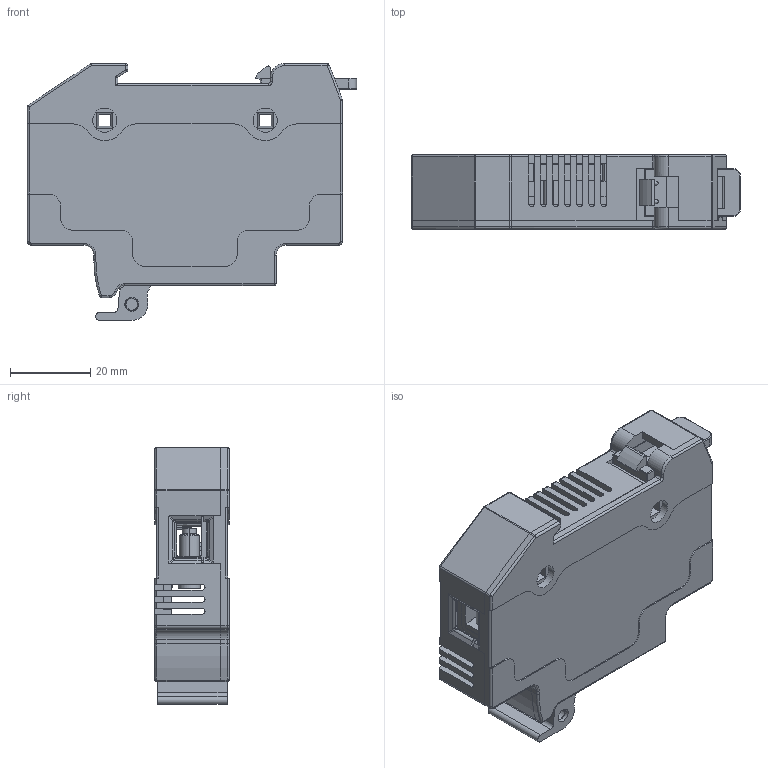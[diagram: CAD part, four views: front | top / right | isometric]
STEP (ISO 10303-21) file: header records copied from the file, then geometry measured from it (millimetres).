
FILE_DESCRIPTION((''),'2;1');
FILE_NAME('NRT28-32-1P_ASM','2020-11-24T',('wryang'),(''),'CREO PARAMETRIC BY PTC INC, 2015480','CREO PARAMETRIC BY PTC INC, 2015480','');
FILE_SCHEMA(('CONFIG_CONTROL_DESIGN'));
Length unit declared in the file: millimetre
Products named in the file (11): NRT28-32DIZUO-W; NRT28-32ZHICHIJIAN-W; NRT28-32GAI-W; NRT28-32KABAN-W; RT28N-32JIEXIANZHU_10; RT28N-32LUODING1_12; RT28N-32JXZZJ_AF1_ASM_4_ASM; RT28-32CHAZUO-R4D-W; RT28N-32KAHUANG-W; RT28N-32CHAZUOZUJIAN-W_ASM; NRT28-32-1P_ASM
Assembly tree (11 placements, depth 4):
  NRT28-32-1P_ASM
    NRT28-32DIZUO-W
    NRT28-32ZHICHIJIAN-W
    NRT28-32GAI-W
    NRT28-32KABAN-W
    RT28N-32CHAZUOZUJIAN-W_ASM  x2
      RT28N-32JXZZJ_AF1_ASM_4_ASM
        RT28N-32JIEXIANZHU_10
        RT28N-32LUODING1_12
      RT28-32CHAZUO-R4D-W
      RT28N-32KAHUANG-W
Bounding box: 82 x 18.5 x 64 mm (x, y, z)
Volume: 32410.9 mm3; surface area: 36972.4 mm2
Topology: 13 solids, 17 shells, 1273 faces, 3547 edges, 2289 vertices
Faces by surface type: plane 799, cylinder 376, bspline 38, sphere 24, torus 24, cone 12
Entity records: 39714 total; most frequent: CARTESIAN_POINT 7902, ORIENTED_EDGE 5782, DIRECTION 5601, EDGE_CURVE 2896, VECTOR 2129, LINE 2129, VERTEX_POINT 1868, AXIS2_PLACEMENT_3D 1736
